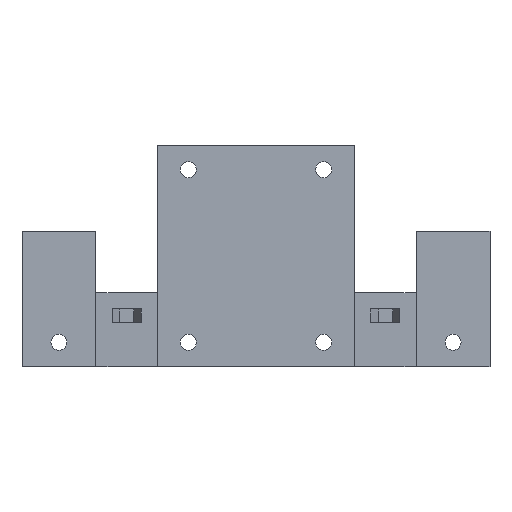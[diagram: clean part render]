
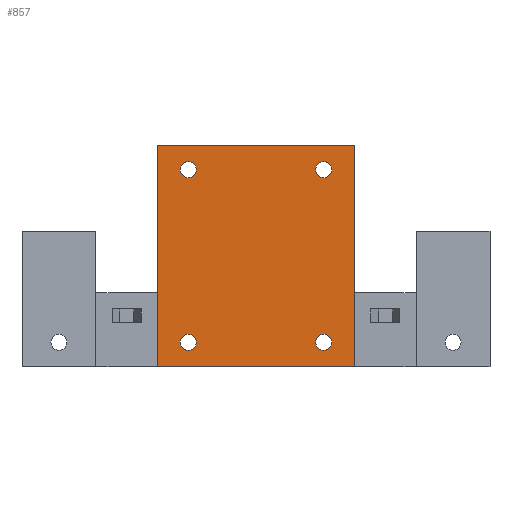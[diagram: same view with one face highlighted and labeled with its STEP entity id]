
A CAD part, top view. The second image highlights one B-rep face of the part: STEP entity #857.
In plain terms, the highlighted planar face has unit normal (0, 0, 1).
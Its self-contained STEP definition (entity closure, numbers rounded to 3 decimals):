
#35=CIRCLE('',#928,3.25);
#36=CIRCLE('',#929,3.25);
#37=CIRCLE('',#930,3.25);
#38=CIRCLE('',#931,3.25);
#52=FACE_BOUND('',#149,.T.);
#53=FACE_BOUND('',#150,.T.);
#54=FACE_BOUND('',#151,.T.);
#55=FACE_BOUND('',#152,.T.);
#91=FACE_OUTER_BOUND('',#148,.T.);
#148=EDGE_LOOP('',(#738,#739,#740,#741,#742,#743));
#149=EDGE_LOOP('',(#744));
#150=EDGE_LOOP('',(#745));
#151=EDGE_LOOP('',(#746));
#152=EDGE_LOOP('',(#747));
#207=LINE('',#1263,#307);
#213=LINE('',#1274,#313);
#230=LINE('',#1320,#330);
#253=LINE('',#1372,#353);
#254=LINE('',#1374,#354);
#255=LINE('',#1375,#355);
#307=VECTOR('',#1025,10.);
#313=VECTOR('',#1033,10.);
#330=VECTOR('',#1068,10.);
#353=VECTOR('',#1125,10.);
#354=VECTOR('',#1128,10.);
#355=VECTOR('',#1129,10.);
#397=VERTEX_POINT('',#1261);
#398=VERTEX_POINT('',#1262);
#402=VERTEX_POINT('',#1272);
#421=VERTEX_POINT('',#1317);
#422=VERTEX_POINT('',#1319);
#434=VERTEX_POINT('',#1370);
#435=VERTEX_POINT('',#1376);
#436=VERTEX_POINT('',#1378);
#437=VERTEX_POINT('',#1380);
#438=VERTEX_POINT('',#1382);
#485=EDGE_CURVE('',#397,#398,#207,.T.);
#491=EDGE_CURVE('',#398,#402,#213,.T.);
#514=EDGE_CURVE('',#422,#421,#230,.T.);
#541=EDGE_CURVE('',#421,#434,#253,.T.);
#542=EDGE_CURVE('',#402,#422,#254,.T.);
#543=EDGE_CURVE('',#434,#397,#255,.T.);
#544=EDGE_CURVE('',#435,#435,#35,.F.);
#545=EDGE_CURVE('',#436,#436,#36,.F.);
#546=EDGE_CURVE('',#437,#437,#37,.F.);
#547=EDGE_CURVE('',#438,#438,#38,.F.);
#738=ORIENTED_EDGE('',*,*,#485,.T.);
#739=ORIENTED_EDGE('',*,*,#491,.T.);
#740=ORIENTED_EDGE('',*,*,#542,.T.);
#741=ORIENTED_EDGE('',*,*,#514,.T.);
#742=ORIENTED_EDGE('',*,*,#541,.T.);
#743=ORIENTED_EDGE('',*,*,#543,.T.);
#744=ORIENTED_EDGE('',*,*,#544,.F.);
#745=ORIENTED_EDGE('',*,*,#545,.F.);
#746=ORIENTED_EDGE('',*,*,#546,.F.);
#747=ORIENTED_EDGE('',*,*,#547,.F.);
#819=PLANE('',#927);
#857=ADVANCED_FACE('',(#91,#52,#53,#54,#55),#819,.F.);
#927=AXIS2_PLACEMENT_3D('',#1373,#1126,#1127);
#928=AXIS2_PLACEMENT_3D('',#1377,#1130,#1131);
#929=AXIS2_PLACEMENT_3D('',#1379,#1132,#1133);
#930=AXIS2_PLACEMENT_3D('',#1381,#1134,#1135);
#931=AXIS2_PLACEMENT_3D('',#1383,#1136,#1137);
#1025=DIRECTION('',(-1.,0.,0.));
#1033=DIRECTION('',(0.,-1.,0.));
#1068=DIRECTION('',(1.,0.,0.));
#1125=DIRECTION('',(0.,1.,0.));
#1126=DIRECTION('center_axis',(0.,0.,
-1.));
#1127=DIRECTION('ref_axis',(1.,0.,0.));
#1128=DIRECTION('',(0.,-1.,0.));
#1129=DIRECTION('',(0.,1.,0.));
#1130=DIRECTION('center_axis',(0.,0.,
-1.));
#1131=DIRECTION('ref_axis',(1.,0.,0.));
#1132=DIRECTION('center_axis',(0.,0.,
-1.));
#1133=DIRECTION('ref_axis',(1.,0.,0.));
#1134=DIRECTION('center_axis',(0.,0.,
-1.));
#1135=DIRECTION('ref_axis',(1.,0.,0.));
#1136=DIRECTION('center_axis',(0.,0.,
-1.));
#1137=DIRECTION('ref_axis',(1.,0.,0.));
#1261=CARTESIAN_POINT('',(30.,37.5,15.));
#1262=CARTESIAN_POINT('',(-50.,37.5,15.));
#1263=CARTESIAN_POINT('',(-30.,37.5,15.));
#1272=CARTESIAN_POINT('',(-50.,-22.5,15.));
#1274=CARTESIAN_POINT('',(-50.,37.5,15.));
#1317=CARTESIAN_POINT('',(30.,-52.5,15.));
#1319=CARTESIAN_POINT('',(-50.,-52.5,15.));
#1320=CARTESIAN_POINT('',(40.,-52.5,15.));
#1370=CARTESIAN_POINT('',(30.,-22.5,15.));
#1372=CARTESIAN_POINT('',(30.,-17.5,15.));
#1373=CARTESIAN_POINT('Origin',(-10.,-12.5,15.));
#1374=CARTESIAN_POINT('',(-50.,-37.5,15.));
#1375=CARTESIAN_POINT('',(30.,37.5,15.));
#1376=CARTESIAN_POINT('',(-40.75,-42.5,15.));
#1377=CARTESIAN_POINT('Origin',(-37.5,-42.5,15.));
#1378=CARTESIAN_POINT('',(14.25,-42.5,15.));
#1379=CARTESIAN_POINT('Origin',(17.5,-42.5,15.));
#1380=CARTESIAN_POINT('',(-40.75,27.5,15.));
#1381=CARTESIAN_POINT('Origin',(-37.5,27.5,15.));
#1382=CARTESIAN_POINT('',(14.25,27.5,15.));
#1383=CARTESIAN_POINT('Origin',(17.5,27.5,15.));
